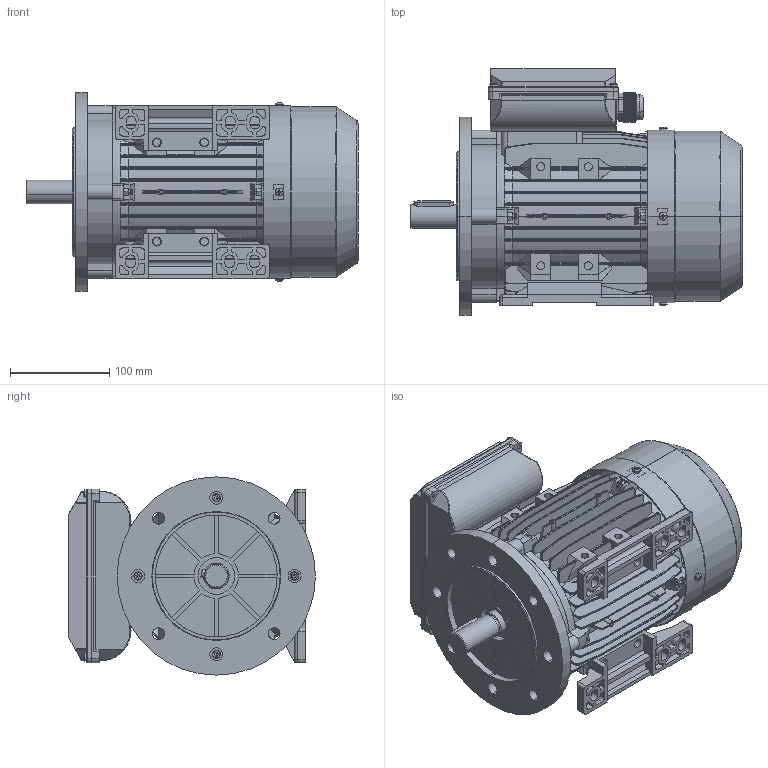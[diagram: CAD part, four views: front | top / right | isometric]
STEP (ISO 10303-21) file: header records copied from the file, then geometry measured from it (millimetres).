
FILE_DESCRIPTION (( 'STEP AP203' ), '1' );
FILE_NAME ('ML90S B35.STEP', '2015-01-13T00:49:28', ( 'USER' ), ( 'MS' ), 'SwSTEP 2.0', 'SolidWorks 2008', '' );
FILE_SCHEMA (( 'CONFIG_CONTROL_DESIGN' ));
Products named in the file (15): 90M机壳_默认; 80-100出线螺套_默认; 90风罩_默认; 风叶_默认; Cross recessed thread forming screws GB_GB_CROSS_SCREWS_TYPE138 M4X10-N; 90B5前盖_默认; ML90S B35; 90后盖_默认; 90M转轴_默认; 90M底脚右_默认; 90M底脚左_默认; Hexagon socket head cap screws GB_GB_FASTENER_SCREWS_HSHCS M5X30-N; Hexagon nuts grade C GB_GB_FASTENER_NUT_SNC1 M5-N; ML80-ML90接线盒盖(铝)_默认; ML80-ML90接线盒座(铝)_默认
Assembly tree (35 placements, depth 2):
  ML90S B35
    Hexagon nuts grade C GB_GB_FASTENER_NUT_SNC1 M5-N  x8
    Hexagon socket head cap screws GB_GB_FASTENER_SCREWS_HSHCS M5X30-N  x8
    90M机壳_默认
    Cross recessed thread forming screws GB_GB_CROSS_SCREWS_TYPE138 M4X10-N  x8
    80-100出线螺套_默认
    90后盖_默认
    90M底脚右_默认
    90B5前盖_默认
    ML80-ML90接线盒座(铝)_默认
    90M底脚左_默认
    90风罩_默认
    风叶_默认
    90M转轴_默认
    ML80-ML90接线盒盖(铝)_默认
Bounding box: 335 x 249 x 200 mm (x, y, z)
Volume: 1606074.6 mm3; surface area: 890247.5 mm2
Topology: 35 solids, 35 shells, 3821 faces, 9880 edges, 6185 vertices
Faces by surface type: plane 2189, cylinder 1101, cone 190, sphere 128, bspline 120, torus 93
Entity records: 110775 total; most frequent: CARTESIAN_POINT 27417, ORIENTED_EDGE 17476, DIRECTION 16079, EDGE_CURVE 8738, VECTOR 5653, LINE 5653, VERTEX_POINT 5506, AXIS2_PLACEMENT_3D 5213
